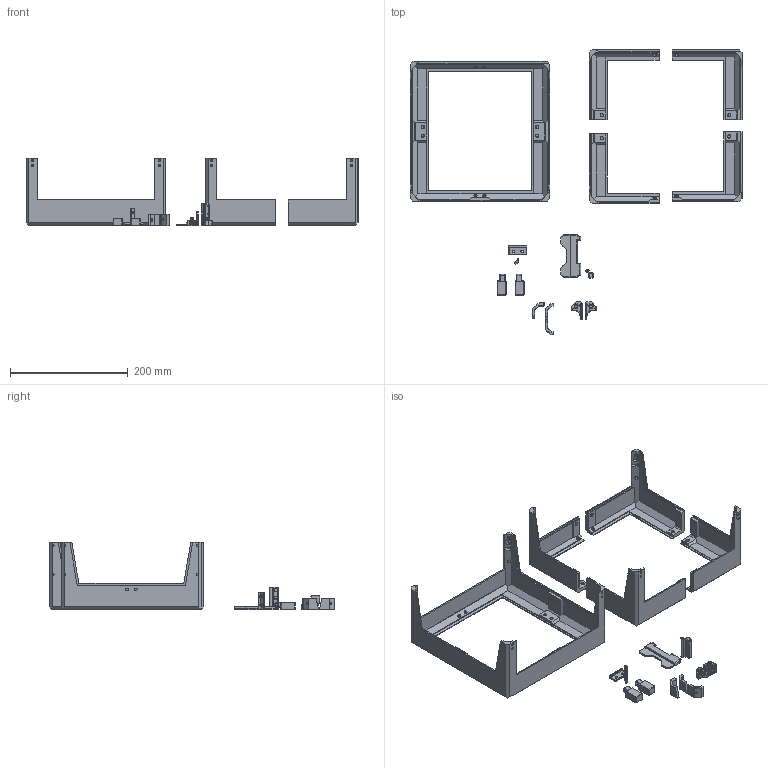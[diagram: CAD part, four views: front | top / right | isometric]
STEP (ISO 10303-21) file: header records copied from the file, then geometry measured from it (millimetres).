
FILE_DESCRIPTION(/* description */ (''),/* implementation_level */ '2;1');
FILE_NAME(/* name */ 'TipTophat.step',/* time_stamp */ '2022-07-12T17:53:07+01:00',/* author */ (''),/* organization */ (''),/* preprocessor_version */ 'ST-DEVELOPER v19',/* originating_system */ 'Autodesk Translation Framework v11.7.0.108',/* authorisation */ '');
FILE_SCHEMA (('AUTOMOTIVE_DESIGN { 1 0 10303 214 3 1 1 }'));
Products named in the file (17): TipTophat.f3d; Body_Q3; Body_Q4; Unibody; Body_Q1; Body_Q2; Door_Hinge; Door_Frame; Mid_Left_x2; Body_Top_Center_x2; Mid_Door; Peg_1_x2; Peg_2_x2; Top_Mid_x6; Hinge_Right; Hinge_Left; Mid_Right_x2
Assembly tree (16 placements, depth 2):
  TipTophat.f3d
    Body_Q3
    Body_Q4
    Unibody
    Body_Q1
    Body_Q2
    Door_Hinge
    Door_Frame
    Mid_Left_x2
    Body_Top_Center_x2
    Mid_Door
    Peg_1_x2
    Peg_2_x2
    Top_Mid_x6
    Hinge_Right
    Hinge_Left
    Mid_Right_x2
Bounding box: 564.5 x 484.41 x 115 mm (x, y, z)
Volume: 628736.3 mm3; surface area: 309179.9 mm2
Topology: 16 solids, 16 shells, 4900 faces, 9083 edges, 4266 vertices
Faces by surface type: plane 4696, bspline 78, cylinder 73, cone 40, torus 13
Full cylindrical faces by diameter (mm): 2.717 x1, 3.517 x12, 4.517 x2, 4.717 x32, 6.017 x9
Entity records: 114888 total; most frequent: CARTESIAN_POINT 21082, DIRECTION 19096, ORIENTED_EDGE 18166, EDGE_CURVE 9083, LINE 8608, VECTOR 8608, AXIS2_PLACEMENT_3D 5244, EDGE_LOOP 5017
